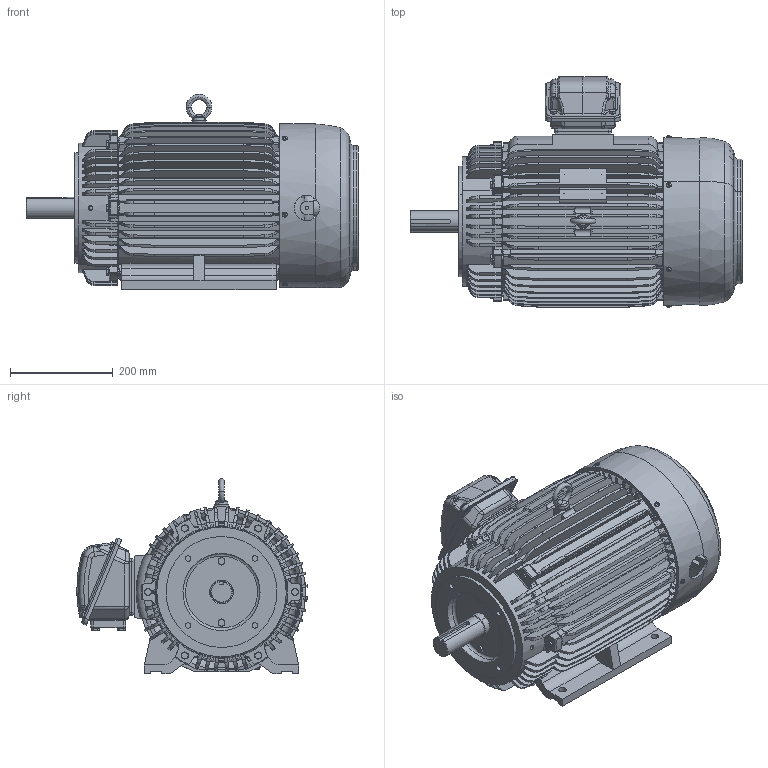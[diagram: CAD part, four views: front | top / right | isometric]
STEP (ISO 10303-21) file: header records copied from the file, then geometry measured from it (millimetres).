
FILE_DESCRIPTION(('CATIA V5 STEP Exchange'),'2;1');
FILE_NAME('256T-HV-CF_AllCATPart.stp','2012-08-29T10:13:34+00:00',('none'),('none'),'CATIA Version 5 Release 19 SP 9 (IN-10)','CATIA V5 STEP AP203','none');
FILE_SCHEMA(('CONFIG_CONTROL_DESIGN'));
Products named in the file (1): 256T-HV-CF_AllCATPart
Bounding box: 646.1 x 448.38 x 379.8 mm (x, y, z)
Volume: 10636311 mm3; surface area: 2719807.3 mm2
Topology: 44 solids, 46 shells, 3502 faces, 9531 edges, 6177 vertices
Faces by surface type: plane 1265, cylinder 918, torus 691, cone 460, bspline 122, sphere 42, extrusion 4
Entity records: 119956 total; most frequent: CARTESIAN_POINT 44024, ORIENTED_EDGE 18994, DIRECTION 10208, EDGE_CURVE 9497, VERTEX_POINT 6177, AXIS2_PLACEMENT_3D 5289, EDGE_LOOP 3790, CIRCLE 3571
